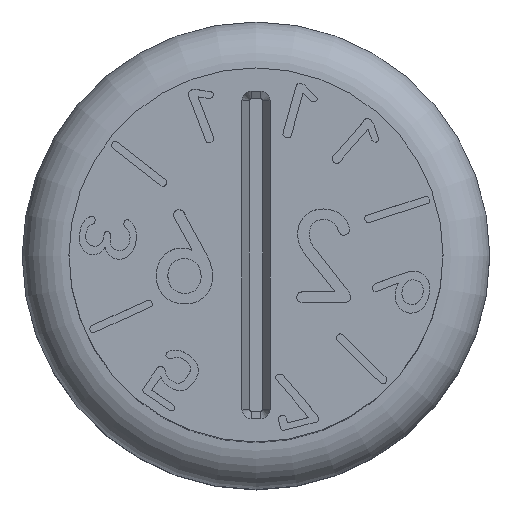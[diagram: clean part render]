
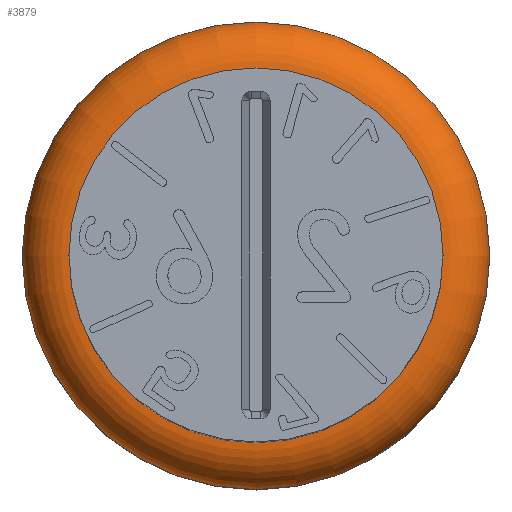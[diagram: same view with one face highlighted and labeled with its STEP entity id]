
A CAD part, top view. The second image highlights one B-rep face of the part: STEP entity #3879.
In plain terms, the highlighted toroidal (fillet/blend) face has major radius 2 mm and minor radius 0.5 mm.
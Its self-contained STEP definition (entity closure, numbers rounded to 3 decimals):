
#417=TOROIDAL_SURFACE('',#4022,2.,0.5);
#712=FACE_OUTER_BOUND('',#947,.T.);
#947=EDGE_LOOP('',(#3653,#3654,#3655,#3656));
#1562=CIRCLE('',#4023,0.5);
#1563=CIRCLE('',#4024,1.5);
#1943=VERTEX_POINT('',#7686);
#2513=EDGE_CURVE('',#1943,#1943,#1562,.T.);
#2514=EDGE_CURVE('',#1943,#1943,#1563,.T.);
#3653=ORIENTED_EDGE('',*,*,#2513,.F.);
#3654=ORIENTED_EDGE('',*,*,#2514,.T.);
#3655=ORIENTED_EDGE('',*,*,#2513,.T.);
#3656=ORIENTED_EDGE('',*,*,#2514,.F.);
#3879=ADVANCED_FACE('',(#712),#417,.T.);
#4022=AXIS2_PLACEMENT_3D('',#7685,#4555,#4556);
#4023=AXIS2_PLACEMENT_3D('',#7687,#4557,#4558);
#4024=AXIS2_PLACEMENT_3D('',#7688,#4559,#4560);
#4555=DIRECTION('center_axis',(0.,0.,1.));
#4556=DIRECTION('ref_axis',(1.,0.,0.));
#4557=DIRECTION('center_axis',(0.,-1.,0.));
#4558=DIRECTION('ref_axis',(-1.,0.,0.));
#4559=DIRECTION('center_axis',(0.,0.,-1.));
#4560=DIRECTION('ref_axis',(1.,0.,0.));
#7685=CARTESIAN_POINT('Origin',(0.,0.,8.8));
#7686=CARTESIAN_POINT('',(-1.5,0.,8.8));
#7687=CARTESIAN_POINT('Origin',(-2.,0.,8.8));
#7688=CARTESIAN_POINT('Origin',(0.,0.,8.8));
